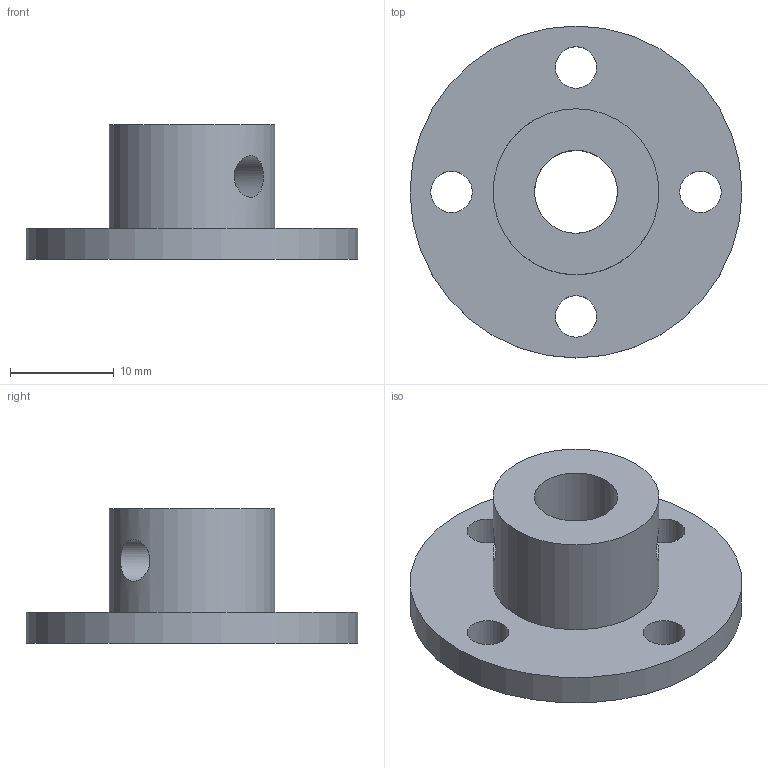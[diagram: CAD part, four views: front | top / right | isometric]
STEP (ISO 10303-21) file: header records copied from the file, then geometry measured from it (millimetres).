
FILE_DESCRIPTION(/* description */ (''),/* implementation_level */ '2;1');
FILE_NAME(/* name */ 'Motor Coupling 8mm v5.step',/* time_stamp */ '2024-05-28T16:39:19+02:00',/* author */ (''),/* organization */ (''),/* preprocessor_version */ 'ST-DEVELOPER v20',/* originating_system */ 'Autodesk Translation Framework v13.14.0.145',/* authorisation */ '');
FILE_SCHEMA (('AUTOMOTIVE_DESIGN { 1 0 10303 214 3 1 1 }'));
Length unit declared in the file: millimetre
Products named in the file (1): Motor Coupling 8mm
Bounding box: 32 x 32 x 13 mm (x, y, z)
Volume: 3516.9 mm3; surface area: 2741.8 mm2
Topology: 1 solids, 1 shells, 12 faces, 32 edges, 23 vertices
Faces by surface type: cylinder 9, plane 3
Full cylindrical faces by diameter (mm): 4 x6, 8 x1, 16 x1, 32 x1
Entity records: 571 total; most frequent: CARTESIAN_POINT 206, ORIENTED_EDGE 64, DIRECTION 63, EDGE_CURVE 32, EDGE_LOOP 27, AXIS2_PLACEMENT_3D 27, VERTEX_POINT 23, FACE_BOUND 15
